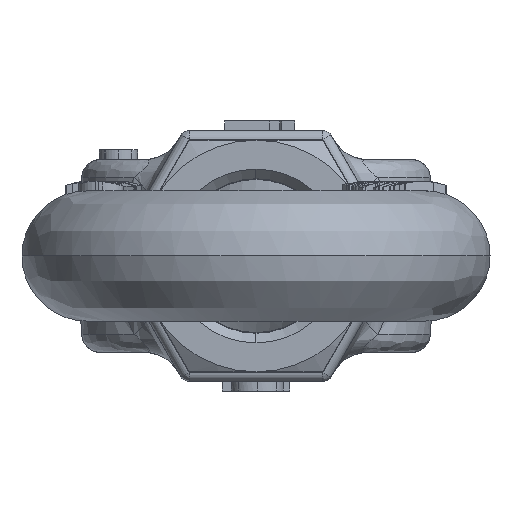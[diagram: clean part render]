
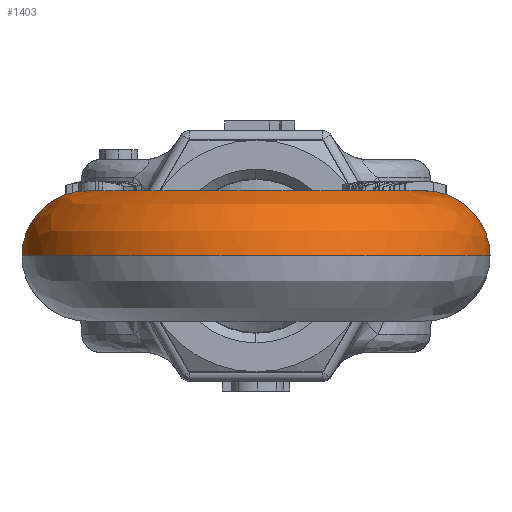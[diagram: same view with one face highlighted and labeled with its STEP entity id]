
A CAD part, left-side view. The second image highlights one B-rep face of the part: STEP entity #1403.
In plain terms, the highlighted free-form (B-spline) face has degree [3, 3] with [7, 4] control points.
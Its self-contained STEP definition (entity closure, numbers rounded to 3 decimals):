
#1403=ADVANCED_FACE('NONE',(#3106),#3107,.T.);
#3106=FACE_OUTER_BOUND('',#9267,.T.);
#3107=(B_SPLINE_SURFACE(3,3,((#9269,#9270,#9271,#9272),(#9273,#9274,#9275,#9276),(#9277,#9278,#9279,#9280),(#9281,#9282,#9283,#9284),(#9285,#9286,#9287,#9288),(#9289,#9290,#9291,#9292),(#9293,#9294,#9295,#9296)),.UNSPECIFIED.,.T.,.F.,.F.)B_SPLINE_SURFACE_WITH_KNOTS((4,3,4),(4,4),(0.0,0.5,1.0),(0.0,1.0),.UNSPECIFIED.)RATIONAL_B_SPLINE_SURFACE(((1.0,0.34,0.34,1.0),(0.333,0.113,0.113,0.333),(0.333,0.113,0.113,0.333),(1.0,0.34,0.34,1.0),(0.333,0.113,0.113,0.333),(0.333,0.113,0.113,0.333),(1.0,0.34,0.34,1.0)))BOUNDED_SURFACE()REPRESENTATION_ITEM('')GEOMETRIC_REPRESENTATION_ITEM()SURFACE());
#9267=EDGE_LOOP('',(#16142,#16143,#16144,#16145));
#9269=CARTESIAN_POINT('',(-115.089,209.451,268.64));
#9270=CARTESIAN_POINT('',(-162.699,209.009,268.64));
#9271=CARTESIAN_POINT('',(-162.699,161.396,268.64));
#9272=CARTESIAN_POINT('',(-115.089,160.953,268.64));
#9273=CARTESIAN_POINT('',(-115.089,209.451,255.14));
#9274=CARTESIAN_POINT('',(-162.699,209.009,255.14));
#9275=CARTESIAN_POINT('',(-162.699,161.396,255.14));
#9276=CARTESIAN_POINT('',(-115.089,160.953,255.14));
#9277=CARTESIAN_POINT('',(-114.963,195.952,255.14));
#9278=CARTESIAN_POINT('',(-136.069,195.756,255.14));
#9279=CARTESIAN_POINT('',(-136.069,174.649,255.14));
#9280=CARTESIAN_POINT('',(-114.963,174.453,255.14));
#9281=CARTESIAN_POINT('',(-114.963,195.952,268.64));
#9282=CARTESIAN_POINT('',(-136.069,195.756,268.64));
#9283=CARTESIAN_POINT('',(-136.069,174.649,268.64));
#9284=CARTESIAN_POINT('',(-114.963,174.453,268.64));
#9285=CARTESIAN_POINT('',(-114.963,195.952,282.14));
#9286=CARTESIAN_POINT('',(-136.069,195.756,282.14));
#9287=CARTESIAN_POINT('',(-136.069,174.649,282.14));
#9288=CARTESIAN_POINT('',(-114.963,174.453,282.14));
#9289=CARTESIAN_POINT('',(-115.089,209.451,282.14));
#9290=CARTESIAN_POINT('',(-162.699,209.009,282.14));
#9291=CARTESIAN_POINT('',(-162.699,161.396,282.14));
#9292=CARTESIAN_POINT('',(-115.089,160.953,282.14));
#9293=CARTESIAN_POINT('',(-115.089,209.451,268.64));
#9294=CARTESIAN_POINT('',(-162.699,209.009,268.64));
#9295=CARTESIAN_POINT('',(-162.699,161.396,268.64));
#9296=CARTESIAN_POINT('',(-115.089,160.953,268.64));
#16142=ORIENTED_EDGE('',*,*,#20120,.F.);
#16143=ORIENTED_EDGE('',*,*,#20121,.F.);
#16144=ORIENTED_EDGE('',*,*,#20122,.T.);
#16145=ORIENTED_EDGE('',*,*,#20123,.F.);
#20120=EDGE_CURVE('',#22956,#22957,#22958,.T.);
#20121=EDGE_CURVE('NONE',#22959,#22956,#22960,.T.);
#20122=EDGE_CURVE('',#22959,#22961,#22962,.T.);
#20123=EDGE_CURVE('NONE',#22957,#22961,#22963,.T.);
#22956=VERTEX_POINT('NONE',#30704);
#22957=VERTEX_POINT('NONE',#30705);
#22958=(B_SPLINE_CURVE(3,(#30707,#30708,#30709,#30710),.UNSPECIFIED.,.F.,.F.)B_SPLINE_CURVE_WITH_KNOTS((4,4),(-1.0,-0.0),.UNSPECIFIED.)RATIONAL_B_SPLINE_CURVE((1.0,0.34,0.34,1.0))BOUNDED_CURVE()REPRESENTATION_ITEM('')GEOMETRIC_REPRESENTATION_ITEM()CURVE());
#22959=VERTEX_POINT('',#30717);
#22960=CIRCLE('',#30718,6.75);
#22961=VERTEX_POINT('',#30719);
#22962=(B_SPLINE_CURVE(3,(#30721,#30722,#30723,#30724),.UNSPECIFIED.,.F.,.F.)B_SPLINE_CURVE_WITH_KNOTS((4,4),(-1.0,-0.0),.UNSPECIFIED.)RATIONAL_B_SPLINE_CURVE((1.0,0.34,0.34,1.0))BOUNDED_CURVE()REPRESENTATION_ITEM('')GEOMETRIC_REPRESENTATION_ITEM()CURVE());
#22963=CIRCLE('',#30731,6.75);
#30704=CARTESIAN_POINT('',(-115.089,160.953,268.64));
#30705=CARTESIAN_POINT('',(-115.089,209.451,268.64));
#30707=CARTESIAN_POINT('',(-115.089,160.953,268.64));
#30708=CARTESIAN_POINT('',(-162.699,161.396,268.64));
#30709=CARTESIAN_POINT('',(-162.699,209.009,268.64));
#30710=CARTESIAN_POINT('',(-115.089,209.451,268.64));
#30717=CARTESIAN_POINT('',(-114.963,174.453,268.64));
#30718=AXIS2_PLACEMENT_3D('',#37708,#37709,#37710);
#30719=CARTESIAN_POINT('',(-114.963,195.952,268.64));
#30721=CARTESIAN_POINT('',(-114.963,174.453,268.64));
#30722=CARTESIAN_POINT('',(-136.069,174.649,268.64));
#30723=CARTESIAN_POINT('',(-136.069,195.756,268.64));
#30724=CARTESIAN_POINT('',(-114.963,195.952,268.64));
#30731=AXIS2_PLACEMENT_3D('',#37711,#37712,#37713);
#37708=CARTESIAN_POINT('',(-115.026,167.703,268.64));
#37709=DIRECTION('',(1.,-0.009,0.0));
#37710=DIRECTION('',(-0.009,-1.,0.0));
#37711=CARTESIAN_POINT('',(-115.026,202.702,268.64));
#37712=DIRECTION('',(1.,0.009,0.0));
#37713=DIRECTION('',(-0.009,1.,0.0));
